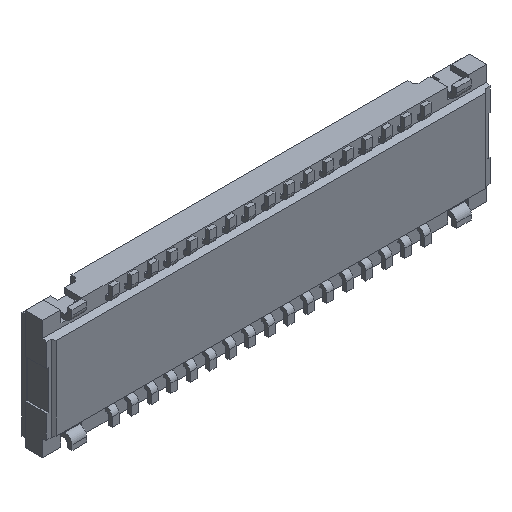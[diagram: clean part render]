
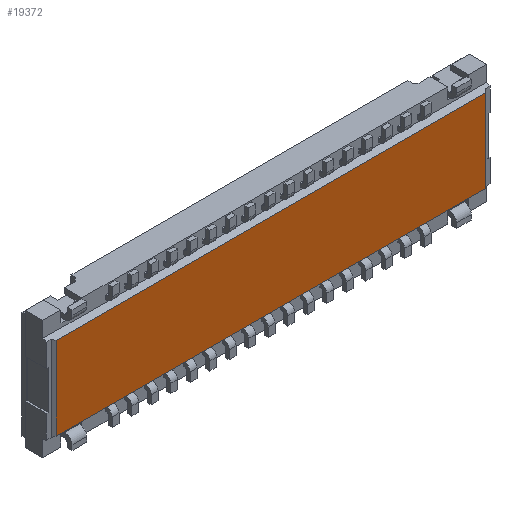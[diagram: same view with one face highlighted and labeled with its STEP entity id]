
A CAD part, isometric view. The second image highlights one B-rep face of the part: STEP entity #19372.
In plain terms, the highlighted planar face has unit normal (0, -1, 0).
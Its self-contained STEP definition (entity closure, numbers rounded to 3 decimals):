
#1=DIRECTION('',(0.,0.,-1.));
#2=VECTOR('',#1,1.7);
#3=CARTESIAN_POINT('',(4.4,0.,0.85));
#4=LINE('',#3,#2);
#5=DIRECTION('',(1.,0.,0.));
#6=VECTOR('',#5,8.8);
#7=CARTESIAN_POINT('',(-4.4,0.,-0.85));
#8=LINE('',#7,#6);
#9=DIRECTION('',(0.,0.,-1.));
#10=VECTOR('',#9,1.7);
#11=CARTESIAN_POINT('',(-4.4,0.,0.85));
#12=LINE('',#11,#10);
#13=DIRECTION('',(1.,0.,0.));
#14=VECTOR('',#13,8.8);
#15=CARTESIAN_POINT('',(-4.4,0.,0.85));
#16=LINE('',#15,#14);
#14817=CARTESIAN_POINT('',(4.4,0.,0.85));
#14818=CARTESIAN_POINT('',(4.4,0.,-0.85));
#14819=VERTEX_POINT('',#14817);
#14820=VERTEX_POINT('',#14818);
#14821=CARTESIAN_POINT('',(-4.4,0.,0.85));
#14822=CARTESIAN_POINT('',(-4.4,0.,-0.85));
#14823=VERTEX_POINT('',#14821);
#14824=VERTEX_POINT('',#14822);
#19357=CARTESIAN_POINT('',(0.,0.,0.));
#19358=DIRECTION('',(0.,1.,0.));
#19359=DIRECTION('',(1.,0.,0.));
#19360=AXIS2_PLACEMENT_3D('',#19357,#19358,#19359);
#19361=PLANE('',#19360);
#19363=ORIENTED_EDGE('',*,*,#19362,.T.);
#19365=ORIENTED_EDGE('',*,*,#19364,.F.);
#19367=ORIENTED_EDGE('',*,*,#19366,.F.);
#19369=ORIENTED_EDGE('',*,*,#19368,.T.);
#19370=EDGE_LOOP('',(#19363,#19365,#19367,#19369));
#19371=FACE_OUTER_BOUND('',#19370,.F.);
#19372=ADVANCED_FACE('',(#19371),#19361,.F.);
#19362=EDGE_CURVE('',#14819,#14820,#4,.T.);
#19364=EDGE_CURVE('',#14824,#14820,#8,.T.);
#19366=EDGE_CURVE('',#14823,#14824,#12,.T.);
#19368=EDGE_CURVE('',#14823,#14819,#16,.T.);
